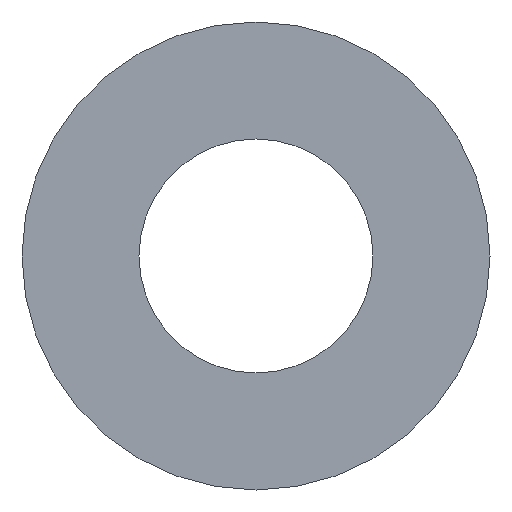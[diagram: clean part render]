
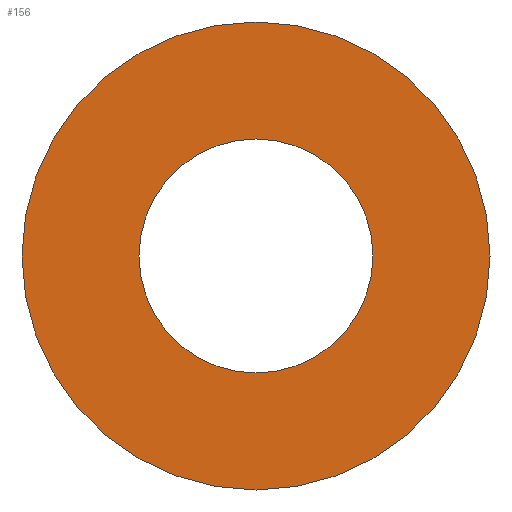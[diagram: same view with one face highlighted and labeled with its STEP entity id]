
A CAD part, front view. The second image highlights one B-rep face of the part: STEP entity #156.
In plain terms, the highlighted planar face has unit normal (0, -1, 0).
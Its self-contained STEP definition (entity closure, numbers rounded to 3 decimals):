
#1 = CIRCLE ( 'NONE', #94, 2.25 ) ;
#14 = ORIENTED_EDGE ( 'NONE', *, *, #31, .T. ) ;
#17 = EDGE_CURVE ( 'Gline2', #195, #63, #211, .T. ) ;
#23 = EDGE_CURVE ( 'Gline2', #63, #195, #1, .T. ) ;
#27 = DIRECTION ( 'NONE',  ( 0., 0., -1. ) ) ;
#31 = EDGE_CURVE ( 'NONE', #82, #160, #103, .T. ) ;
#32 = ORIENTED_EDGE ( 'NONE', *, *, #17, .F. ) ;
#33 = FACE_OUTER_BOUND ( 'NONE', #120, .T. ) ;
#38 = EDGE_CURVE ( 'NONE', #160, #82, #150, .T. ) ;
#59 = CARTESIAN_POINT ( 'NONE',  ( 0., 8.645, 0. ) ) ;
#63 = VERTEX_POINT ( 'NONE', #89 ) ;
#64 = DIRECTION ( 'NONE',  ( 0., -1., 0. ) ) ;
#70 = ORIENTED_EDGE ( 'NONE', *, *, #38, .T. ) ;
#71 = DIRECTION ( 'NONE',  ( 0., -1., 0. ) ) ;
#79 = AXIS2_PLACEMENT_3D ( 'NONE', #176, #163, #177 ) ;
#82 = VERTEX_POINT ( 'NONE', #129 ) ;
#83 = DIRECTION ( 'NONE',  ( 0., -1., 0. ) ) ;
#84 = CARTESIAN_POINT ( 'NONE',  ( 0., 8.645, 0. ) ) ;
#89 = CARTESIAN_POINT ( 'NONE',  ( 0., 8.645, -2.25 ) ) ;
#90 = FACE_BOUND ( 'NONE', #203, .T. ) ;
#94 = AXIS2_PLACEMENT_3D ( 'NONE', #59, #64, #152 ) ;
#98 = AXIS2_PLACEMENT_3D ( 'NONE', #84, #83, #27 ) ;
#100 = AXIS2_PLACEMENT_3D ( 'NONE', #165, #71, #183 ) ;
#103 = CIRCLE ( 'NONE', #98, 4.5 ) ;
#109 = AXIS2_PLACEMENT_3D ( 'NONE', #197, #168, #208 ) ;
#114 = CARTESIAN_POINT ( 'NONE',  ( 0., 8.645, -4.5 ) ) ;
#120 = EDGE_LOOP ( 'NONE', ( #70, #14 ) ) ;
#129 = CARTESIAN_POINT ( 'NONE',  ( 0., 8.645, 4.5 ) ) ;
#150 = CIRCLE ( 'NONE', #100, 4.5 ) ;
#152 = DIRECTION ( 'NONE',  ( 0., 0., -1. ) ) ;
#154 = ORIENTED_EDGE ( 'NONE', *, *, #23, .F. ) ;
#156 = ADVANCED_FACE ( 'Gface1', ( #90, #33 ), #186, .F. ) ;
#160 = VERTEX_POINT ( 'NONE', #114 ) ;
#163 = DIRECTION ( 'NONE',  ( 0., -1., 0. ) ) ;
#165 = CARTESIAN_POINT ( 'NONE',  ( 0., 8.645, 0. ) ) ;
#168 = DIRECTION ( 'NONE',  ( 0., 1., 0. ) ) ;
#176 = CARTESIAN_POINT ( 'NONE',  ( 0., 8.645, 0. ) ) ;
#177 = DIRECTION ( 'NONE',  ( 0., 0., -1. ) ) ;
#183 = DIRECTION ( 'NONE',  ( 0., 0., -1. ) ) ;
#186 = PLANE ( 'NONE',  #109 ) ;
#195 = VERTEX_POINT ( 'NONE', #198 ) ;
#197 = CARTESIAN_POINT ( 'NONE',  ( -2.25, 8.645, 0. ) ) ;
#198 = CARTESIAN_POINT ( 'NONE',  ( 0., 8.645, 2.25 ) ) ;
#203 = EDGE_LOOP ( 'NONE', ( #154, #32 ) ) ;
#208 = DIRECTION ( 'NONE',  ( 0., 0., 1. ) ) ;
#211 = CIRCLE ( 'NONE', #79, 2.25 ) ;
